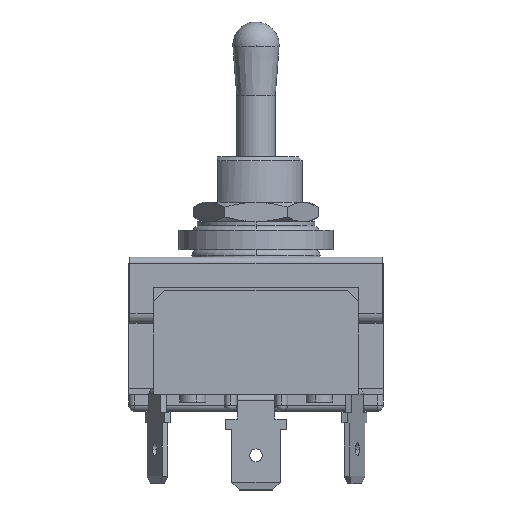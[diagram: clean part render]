
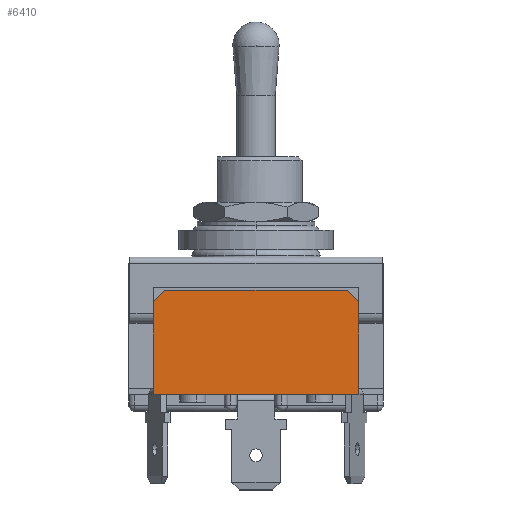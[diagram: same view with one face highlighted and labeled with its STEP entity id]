
A CAD part, top view. The second image highlights one B-rep face of the part: STEP entity #6410.
In plain terms, the highlighted planar face has unit normal (0, 0, 1).
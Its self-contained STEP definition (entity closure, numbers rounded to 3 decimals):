
#87 = VERTEX_POINT ( 'NONE', #6601 ) ;
#154 = AXIS2_PLACEMENT_3D ( 'NONE', #6332, #7906, #631 ) ;
#163 = CARTESIAN_POINT ( 'NONE',  ( 13.3, -17., 9.6 ) ) ;
#186 = DIRECTION ( 'NONE',  ( 0., 1., 0. ) ) ;
#628 = ORIENTED_EDGE ( 'NONE', *, *, #9186, .T. ) ;
#631 = DIRECTION ( 'NONE',  ( -1., 0., 0. ) ) ;
#691 = ORIENTED_EDGE ( 'NONE', *, *, #8101, .T. ) ;
#706 = VECTOR ( 'NONE', #2821, 1000. ) ;
#864 = CARTESIAN_POINT ( 'NONE',  ( -13.3, -5., 9.6 ) ) ;
#934 = VECTOR ( 'NONE', #186, 1000. ) ;
#1110 = CARTESIAN_POINT ( 'NONE',  ( -13.3, -17., 9.6 ) ) ;
#1319 = VERTEX_POINT ( 'NONE', #1110 ) ;
#1702 = VECTOR ( 'NONE', #2098, 1000. ) ;
#1945 = EDGE_CURVE ( 'NONE', #3937, #7911, #4944, .T. ) ;
#2086 = CARTESIAN_POINT ( 'NONE',  ( -13.3, -3.5, 9.6 ) ) ;
#2098 = DIRECTION ( 'NONE',  ( 1., 0., 0. ) ) ;
#2367 = LINE ( 'NONE', #2086, #706 ) ;
#2821 = DIRECTION ( 'NONE',  ( -1., 0., 0. ) ) ;
#2937 = CARTESIAN_POINT ( 'NONE',  ( -13.3, -17., 9.6 ) ) ;
#3023 = EDGE_CURVE ( 'NONE', #87, #4021, #9254, .T. ) ;
#3128 = FACE_OUTER_BOUND ( 'NONE', #6503, .T. ) ;
#3353 = CARTESIAN_POINT ( 'NONE',  ( 13.3, -17., 9.6 ) ) ;
#3524 = CARTESIAN_POINT ( 'NONE',  ( 13.3, -5., 9.6 ) ) ;
#3540 = CARTESIAN_POINT ( 'NONE',  ( -13.3, -17., 9.6 ) ) ;
#3722 = ORIENTED_EDGE ( 'NONE', *, *, #3023, .T. ) ;
#3776 = DIRECTION ( 'NONE',  ( -0.707, 0.707, 0. ) ) ;
#3937 = VERTEX_POINT ( 'NONE', #163 ) ;
#3991 = ORIENTED_EDGE ( 'NONE', *, *, #4213, .T. ) ;
#4021 = VERTEX_POINT ( 'NONE', #9206 ) ;
#4213 = EDGE_CURVE ( 'NONE', #7911, #8181, #9236, .T. ) ;
#4944 = LINE ( 'NONE', #3353, #934 ) ;
#5174 = ORIENTED_EDGE ( 'NONE', *, *, #6793, .T. ) ;
#5336 = CARTESIAN_POINT ( 'NONE',  ( 11.8, -3.5, 9.6 ) ) ;
#5423 = VECTOR ( 'NONE', #6387, 1000. ) ;
#5534 = PLANE ( 'NONE',  #154 ) ;
#5596 = ORIENTED_EDGE ( 'NONE', *, *, #1945, .T. ) ;
#6332 = CARTESIAN_POINT ( 'NONE',  ( -13.3, -3.5, 9.6 ) ) ;
#6387 = DIRECTION ( 'NONE',  ( -0.707, -0.707, 0. ) ) ;
#6410 = ADVANCED_FACE ( 'NONE', ( #3128 ), #5534, .F. ) ;
#6503 = EDGE_LOOP ( 'NONE', ( #5596, #3991, #5174, #3722, #628, #691 ) ) ;
#6601 = CARTESIAN_POINT ( 'NONE',  ( -11.8, -3.5, 9.6 ) ) ;
#6793 = EDGE_CURVE ( 'NONE', #8181, #87, #2367, .T. ) ;
#7288 = LINE ( 'NONE', #2937, #1702 ) ;
#7718 = VECTOR ( 'NONE', #3776, 1000. ) ;
#7906 = DIRECTION ( 'NONE',  ( 0., 0., -1. ) ) ;
#7911 = VERTEX_POINT ( 'NONE', #3524 ) ;
#7915 = VECTOR ( 'NONE', #9071, 1000. ) ;
#8101 = EDGE_CURVE ( 'NONE', #1319, #3937, #7288, .T. ) ;
#8181 = VERTEX_POINT ( 'NONE', #9521 ) ;
#8533 = LINE ( 'NONE', #3540, #7915 ) ;
#9071 = DIRECTION ( 'NONE',  ( 0., -1., 0. ) ) ;
#9186 = EDGE_CURVE ( 'NONE', #4021, #1319, #8533, .T. ) ;
#9206 = CARTESIAN_POINT ( 'NONE',  ( -13.3, -5., 9.6 ) ) ;
#9236 = LINE ( 'NONE', #5336, #7718 ) ;
#9254 = LINE ( 'NONE', #864, #5423 ) ;
#9521 = CARTESIAN_POINT ( 'NONE',  ( 11.8, -3.5, 9.6 ) ) ;
